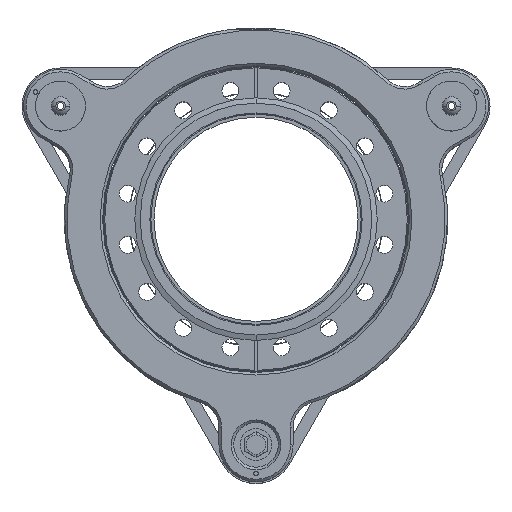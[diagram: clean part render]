
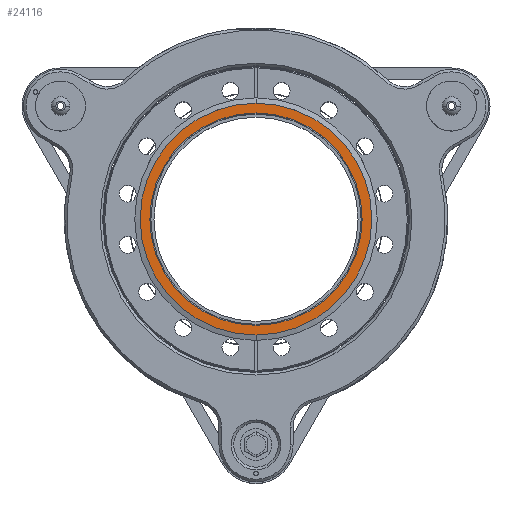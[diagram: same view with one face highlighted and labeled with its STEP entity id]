
A CAD part, top view. The second image highlights one B-rep face of the part: STEP entity #24116.
In plain terms, the highlighted planar face has unit normal (0, 0, 1).
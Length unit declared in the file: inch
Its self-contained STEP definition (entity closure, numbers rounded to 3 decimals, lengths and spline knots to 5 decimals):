
#527 = EDGE_LOOP ( 'NONE', ( #18864, #1752 ) ) ;
#1522 = AXIS2_PLACEMENT_3D ( 'NONE', #23470, #5839, #26417 ) ;
#1752 = ORIENTED_EDGE ( 'NONE', *, *, #12017, .T. ) ;
#2024 = CARTESIAN_POINT ( 'NONE',  ( 0., -2.27, 3.4981 ) ) ;
#4127 = CIRCLE ( 'NONE', #13117, 2.08 ) ;
#4472 = EDGE_CURVE ( 'NONE', #23001, #38076, #4127, .T. ) ;
#5839 = DIRECTION ( 'NONE',  ( 0., 0., 1. ) ) ;
#6567 = EDGE_CURVE ( 'NONE', #38076, #23001, #23207, .T. ) ;
#12017 = EDGE_CURVE ( 'NONE', #16694, #21798, #33368, .T. ) ;
#12249 = DIRECTION ( 'NONE',  ( 0., 0., 1. ) ) ;
#13117 = AXIS2_PLACEMENT_3D ( 'NONE', #34319, #16696, #37295 ) ;
#14277 = CARTESIAN_POINT ( 'NONE',  ( 0., -2.08, 3.4981 ) ) ;
#14722 = ORIENTED_EDGE ( 'NONE', *, *, #6567, .F. ) ;
#15196 = CARTESIAN_POINT ( 'NONE',  ( 0., 0., 3.4981 ) ) ;
#16694 = VERTEX_POINT ( 'NONE', #2024 ) ;
#16696 = DIRECTION ( 'NONE',  ( 0., 0., 1. ) ) ;
#16820 = EDGE_CURVE ( 'NONE', #21798, #16694, #32113, .T. ) ;
#17222 = DIRECTION ( 'NONE',  ( 0., 0., 1. ) ) ;
#18101 = AXIS2_PLACEMENT_3D ( 'NONE', #15196, #35756, #18105 ) ;
#18105 = DIRECTION ( 'NONE',  ( 0., 1., 0. ) ) ;
#18864 = ORIENTED_EDGE ( 'NONE', *, *, #16820, .T. ) ;
#20367 = ORIENTED_EDGE ( 'NONE', *, *, #4472, .F. ) ;
#21798 = VERTEX_POINT ( 'NONE', #32224 ) ;
#21924 = EDGE_LOOP ( 'NONE', ( #20367, #14722 ) ) ;
#22170 = FACE_BOUND ( 'NONE', #21924, .T. ) ;
#23001 = VERTEX_POINT ( 'NONE', #33947 ) ;
#23075 = FACE_OUTER_BOUND ( 'NONE', #527, .T. ) ;
#23207 = CIRCLE ( 'NONE', #18101, 2.08 ) ;
#23470 = CARTESIAN_POINT ( 'NONE',  ( 0., 0., 3.4981 ) ) ;
#23594 = AXIS2_PLACEMENT_3D ( 'NONE', #34868, #17222, #37837 ) ;
#24116 = ADVANCED_FACE ( 'NONE', ( #22170, #23075 ), #35665, .T. ) ;
#26417 = DIRECTION ( 'NONE',  ( 0., 1., 0. ) ) ;
#29873 = CARTESIAN_POINT ( 'NONE',  ( 0., 0., 3.4981 ) ) ;
#32113 = CIRCLE ( 'NONE', #1522, 2.27 ) ;
#32224 = CARTESIAN_POINT ( 'NONE',  ( 0., 2.27, 3.4981 ) ) ;
#32851 = DIRECTION ( 'NONE',  ( 0., 1., 0. ) ) ;
#33368 = CIRCLE ( 'NONE', #23594, 2.27 ) ;
#33947 = CARTESIAN_POINT ( 'NONE',  ( 0., 2.08, 3.4981 ) ) ;
#34319 = CARTESIAN_POINT ( 'NONE',  ( 0., 0., 3.4981 ) ) ;
#34868 = CARTESIAN_POINT ( 'NONE',  ( 0., 0., 3.4981 ) ) ;
#35665 = PLANE ( 'NONE',  #36590 ) ;
#35756 = DIRECTION ( 'NONE',  ( 0., 0., 1. ) ) ;
#36590 = AXIS2_PLACEMENT_3D ( 'NONE', #29873, #12249, #32851 ) ;
#37295 = DIRECTION ( 'NONE',  ( 0., 1., 0. ) ) ;
#37837 = DIRECTION ( 'NONE',  ( 0., 1., 0. ) ) ;
#38076 = VERTEX_POINT ( 'NONE', #14277 ) ;
